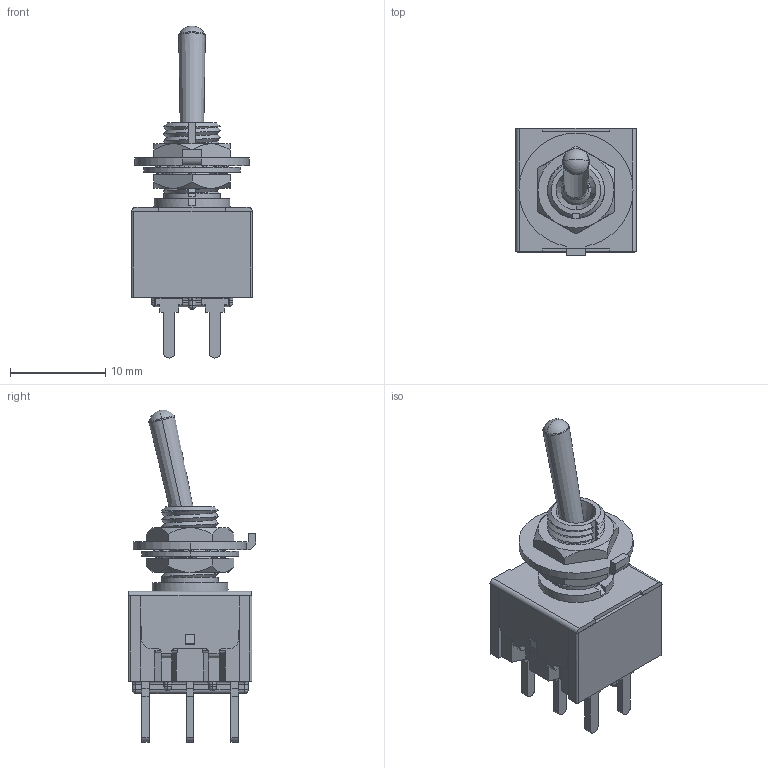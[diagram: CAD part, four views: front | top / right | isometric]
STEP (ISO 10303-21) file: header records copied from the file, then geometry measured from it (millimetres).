
FILE_DESCRIPTION(('STEP AP214'),'1');
FILE_NAME('41872.stp','2019-04-10T04:09:09',('TraceParts'),('TraceParts S.A.'),'Spatial InterOp 3D',' ',' ');
FILE_SCHEMA(('AUTOMOTIVE_DESIGN { 1 0 10303 214 1 1 1 1 }'));
Length unit declared in the file: millimetre
Products named in the file (1): 41872_1
Bounding box: 12.7 x 13.4 x 34.94 mm (x, y, z)
Volume: 2004 mm3; surface area: 2234.7 mm2
Topology: 5 solids, 5 shells, 505 faces, 1394 edges, 893 vertices
Faces by surface type: plane 249, cylinder 118, bspline 83, torus 20, cone 18, sphere 17
Entity records: 20145 total; most frequent: CARTESIAN_POINT 7951, ORIENTED_EDGE 2760, DIRECTION 2213, EDGE_CURVE 1380, VERTEX_POINT 893, LINE 745, VECTOR 745, AXIS2_PLACEMENT_3D 734
